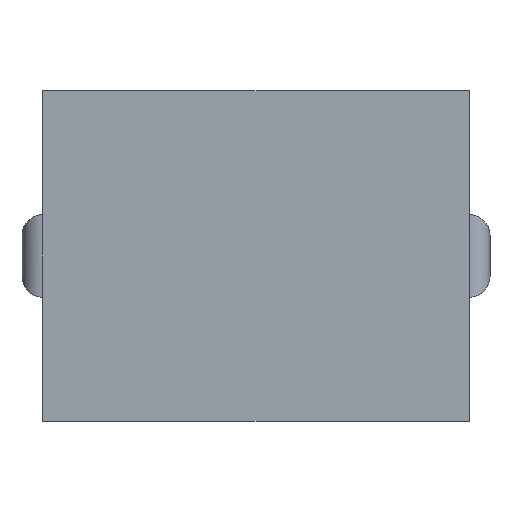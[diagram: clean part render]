
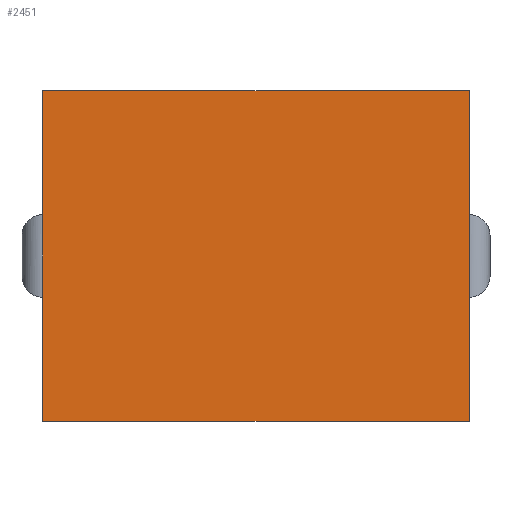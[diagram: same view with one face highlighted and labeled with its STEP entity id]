
A CAD part, front view. The second image highlights one B-rep face of the part: STEP entity #2451.
In plain terms, the highlighted planar face has unit normal (0, -1, 0).
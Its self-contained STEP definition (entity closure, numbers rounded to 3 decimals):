
#105 = FACE_OUTER_BOUND ( 'NONE', #1471, .T. ) ;
#167 = DIRECTION ( 'NONE',  ( 0., 0., 1. ) ) ;
#172 = VECTOR ( 'NONE', #539, 1000. ) ;
#320 = EDGE_CURVE ( 'NONE', #2373, #2482, #1385, .T. ) ;
#354 = CARTESIAN_POINT ( 'NONE',  ( 0., 0., 2.4 ) ) ;
#369 = LINE ( 'NONE', #2493, #2359 ) ;
#432 = DIRECTION ( 'NONE',  ( 0., 1., 0. ) ) ;
#491 = LINE ( 'NONE', #1318, #172 ) ;
#539 = DIRECTION ( 'NONE',  ( 0., 0., -1. ) ) ;
#597 = EDGE_CURVE ( 'NONE', #2482, #1521, #369, .T. ) ;
#691 = VECTOR ( 'NONE', #1585, 1000. ) ;
#886 = EDGE_CURVE ( 'NONE', #2373, #1281, #1008, .T. ) ;
#1008 = LINE ( 'NONE', #354, #1740 ) ;
#1251 = PLANE ( 'NONE',  #2769 ) ;
#1281 = VERTEX_POINT ( 'NONE', #1282 ) ;
#1282 = CARTESIAN_POINT ( 'NONE',  ( 3.1, 0., 2.4 ) ) ;
#1318 = CARTESIAN_POINT ( 'NONE',  ( 3.1, 0., 2.4 ) ) ;
#1385 = LINE ( 'NONE', #2115, #691 ) ;
#1471 = EDGE_LOOP ( 'NONE', ( #2866, #2509, #2175, #3011 ) ) ;
#1515 = CARTESIAN_POINT ( 'NONE',  ( 0., 0., 2.4 ) ) ;
#1521 = VERTEX_POINT ( 'NONE', #1899 ) ;
#1585 = DIRECTION ( 'NONE',  ( 0., 0., -1. ) ) ;
#1725 = CARTESIAN_POINT ( 'NONE',  ( 0., 0., 0. ) ) ;
#1740 = VECTOR ( 'NONE', #2939, 1000. ) ;
#1899 = CARTESIAN_POINT ( 'NONE',  ( 3.1, 0., 0. ) ) ;
#1928 = CARTESIAN_POINT ( 'NONE',  ( 0., 0., 2.4 ) ) ;
#2115 = CARTESIAN_POINT ( 'NONE',  ( 0., 0., 2.4 ) ) ;
#2175 = ORIENTED_EDGE ( 'NONE', *, *, #886, .F. ) ;
#2359 = VECTOR ( 'NONE', #2532, 1000. ) ;
#2373 = VERTEX_POINT ( 'NONE', #1928 ) ;
#2451 = ADVANCED_FACE ( 'NONE', ( #105 ), #1251, .F. ) ;
#2482 = VERTEX_POINT ( 'NONE', #1725 ) ;
#2493 = CARTESIAN_POINT ( 'NONE',  ( 0., 0., 0. ) ) ;
#2509 = ORIENTED_EDGE ( 'NONE', *, *, #2799, .F. ) ;
#2532 = DIRECTION ( 'NONE',  ( 1., 0., 0. ) ) ;
#2769 = AXIS2_PLACEMENT_3D ( 'NONE', #1515, #432, #167 ) ;
#2799 = EDGE_CURVE ( 'NONE', #1281, #1521, #491, .T. ) ;
#2866 = ORIENTED_EDGE ( 'NONE', *, *, #597, .T. ) ;
#2939 = DIRECTION ( 'NONE',  ( 1., 0., 0. ) ) ;
#3011 = ORIENTED_EDGE ( 'NONE', *, *, #320, .T. ) ;
